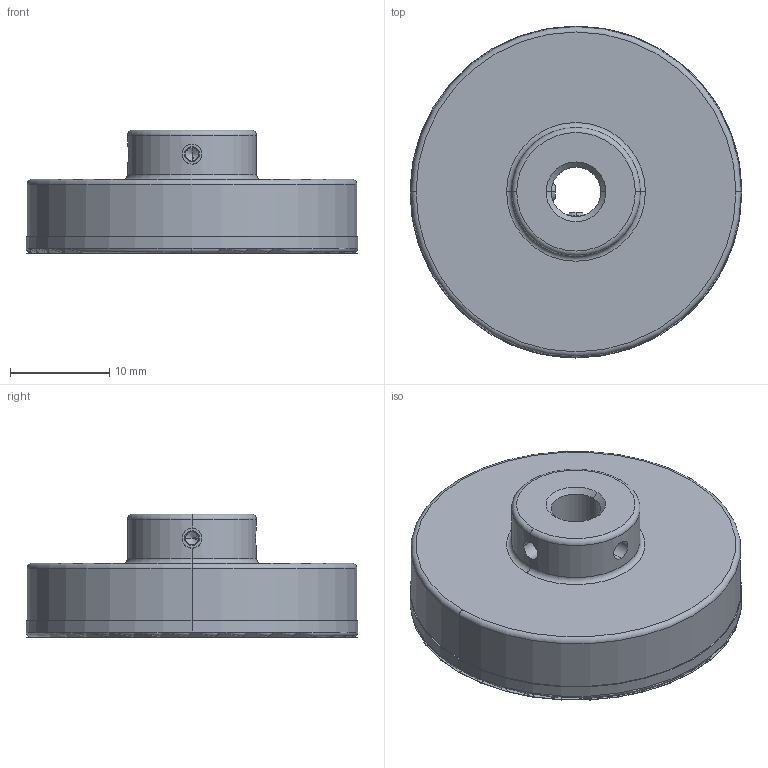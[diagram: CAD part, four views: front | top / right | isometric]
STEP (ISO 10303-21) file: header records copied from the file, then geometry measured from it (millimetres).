
FILE_DESCRIPTION (( 'STEP AP214' ), '1' );
FILE_NAME ('STP-MTRA-17DMP b7.STEP', '2018-08-28T17:51:33', ( '' ), ( '' ), 'SwSTEP 2.0', 'SolidWorks 2017', '' );
FILE_SCHEMA (( 'AUTOMOTIVE_DESIGN' ));
Length unit declared in the file: inch
Products named in the file (1): STP-MTRA-17DMP b7
Bounding box: 33.43 x 33.43 x 12.45 mm (x, y, z)
Volume: 3569.4 mm3; surface area: 6207.5 mm2
Topology: 1 solids, 1 shells, 309 faces, 816 edges, 519 vertices
Faces by surface type: plane 224, cylinder 41, cone 36, torus 8
Entity records: 11155 total; most frequent: CARTESIAN_POINT 3906, ORIENTED_EDGE 1616, DIRECTION 1299, EDGE_CURVE 808, VERTEX_POINT 519, VECTOR 459, LINE 459, AXIS2_PLACEMENT_3D 420
